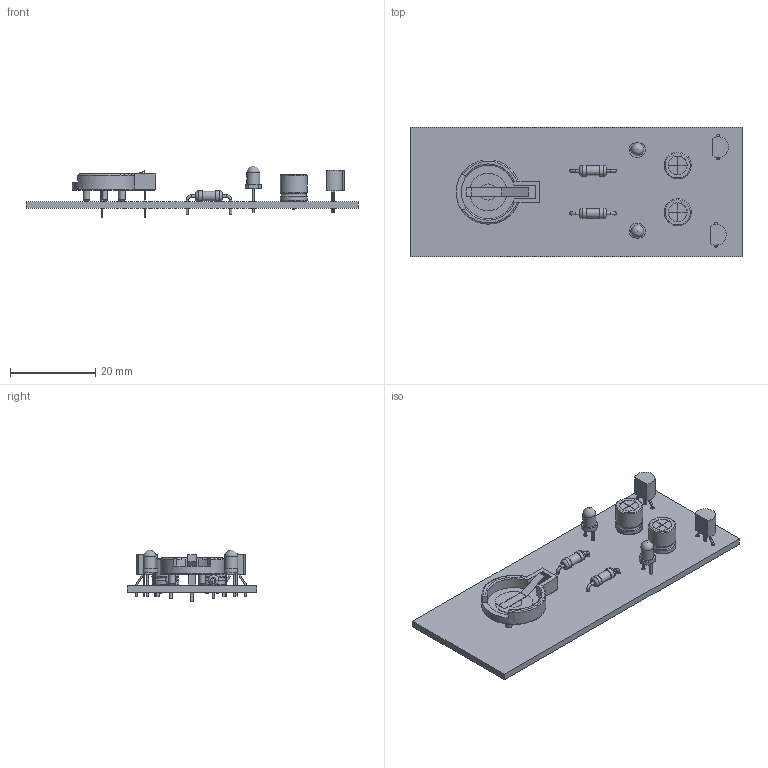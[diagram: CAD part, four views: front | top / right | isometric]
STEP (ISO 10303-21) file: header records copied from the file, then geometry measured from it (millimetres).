
FILE_DESCRIPTION(('KiCad electronic assembly'),'2;1');
FILE_NAME('IEEE soldering projectV2.step','2024-10-12T16:34:19',( 'Pcbnew'),('Kicad'),'Open CASCADE STEP processor 7.8', 'KiCad to STEP converter','Unknown');
FILE_SCHEMA(('AUTOMOTIVE_DESIGN { 1 0 10303 214 1 1 1 1 }'));
Length unit declared in the file: millimetre
Products named in the file (12): IEEE soldering projectV2 1; LED_D3.0mm; R_Axial_DIN0207_L6.3mm_D2.5mm_P10.16mm_Horizontal; R_Axial_DIN0207_L63mm_D25mm_P1016mm_Horizontal; TO-92_Inline_Wide; CP_Radial_D6.3mm_P2.50mm; CP_Radial_D63mm_P250mm; BatteryHolder_Keystone_500; Keystone_500; IEEE soldering project_PCB
Assembly tree (15 placements, depth 3):
  IEEE soldering projectV2 1
    LED_D3.0mm  x2
      LED_D3.0mm
    R_Axial_DIN0207_L6.3mm_D2.5mm_P10.16mm_Horizontal  x2
      R_Axial_DIN0207_L63mm_D25mm_P1016mm_Horizontal
    TO-92_Inline_Wide  x2
      TO-92_Inline_Wide
    CP_Radial_D6.3mm_P2.50mm  x2
      CP_Radial_D63mm_P250mm
    BatteryHolder_Keystone_500
      Keystone_500
    IEEE soldering project_PCB
Bounding box: 78 x 30.5 x 12.16 mm (x, y, z)
Volume: 4842.4 mm3; surface area: 7080.4 mm2
Topology: 10 solids, 12 shells, 307 faces, 721 edges, 468 vertices
Faces by surface type: plane 192, cylinder 76, torus 21, revolution 8, bspline 8, sphere 2
Full cylindrical faces by diameter (mm): 0.5 x4, 0.6 x8, 0.8 x18, 1.016 x2, 1.57 x3, 2.25 x2, 2.5 x4, 3 x2, 3.786 x1, 8.834 x1
Entity records: 8012 total; most frequent: CARTESIAN_POINT 1660, DIRECTION 1048, ORIENTED_EDGE 970, EDGE_CURVE 485, AXIS2_PLACEMENT_3D 368, VERTEX_POINT 317, LINE 308, VECTOR 308
